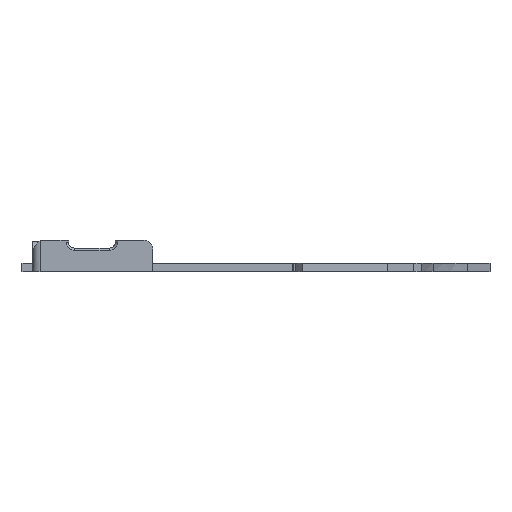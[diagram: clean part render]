
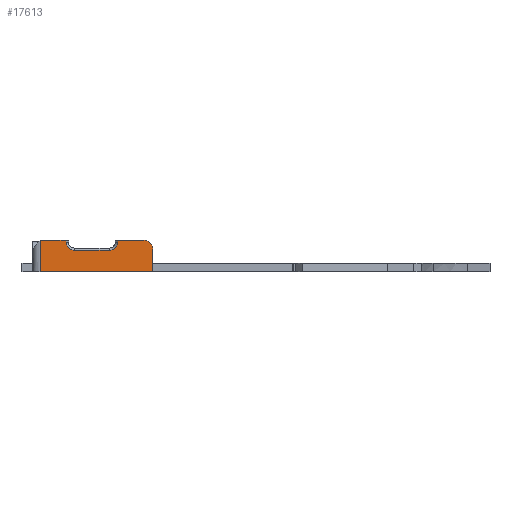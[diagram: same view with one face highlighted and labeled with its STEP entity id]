
A CAD part, left-side view. The second image highlights one B-rep face of the part: STEP entity #17613.
In plain terms, the highlighted planar face has unit normal (-1, 0, 0).
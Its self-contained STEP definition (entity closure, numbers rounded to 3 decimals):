
#1585=PLANE('',#18512);
#2462=FACE_OUTER_BOUND('',#3482,.T.);
#3482=EDGE_LOOP('',(#16217,#16218,#16219,#16220,#16221,#16222,#16223,#16224,
#16225,#16226,#16227,#16228));
#4013=LINE('',#25074,#5710);
#4492=LINE('',#27841,#6189);
#4499=LINE('',#27862,#6196);
#4501=LINE('',#27867,#6198);
#4507=LINE('',#27881,#6204);
#4570=LINE('',#28044,#6267);
#4587=LINE('',#28084,#6284);
#5182=LINE('',#31480,#6879);
#5183=LINE('',#31482,#6880);
#5710=VECTOR('',#19236,10.);
#6189=VECTOR('',#20299,10.);
#6196=VECTOR('',#20320,10.);
#6198=VECTOR('',#20324,10.);
#6204=VECTOR('',#20338,10.);
#6267=VECTOR('',#20493,10.);
#6284=VECTOR('',#20534,10.);
#6879=VECTOR('',#21725,10.);
#6880=VECTOR('',#21728,10.);
#7156=CIRCLE('',#18145,1.7);
#7158=CIRCLE('',#18148,1.7);
#7181=CIRCLE('',#18217,1.8);
#8065=VERTEX_POINT('',#25071);
#8066=VERTEX_POINT('',#25073);
#8827=VERTEX_POINT('',#27838);
#8828=VERTEX_POINT('',#27840);
#8830=VERTEX_POINT('',#27846);
#8833=VERTEX_POINT('',#27853);
#8834=VERTEX_POINT('',#27858);
#8837=VERTEX_POINT('',#27865);
#8841=VERTEX_POINT('',#27880);
#8892=VERTEX_POINT('',#28042);
#8903=VERTEX_POINT('',#28082);
#8905=VERTEX_POINT('',#28092);
#9792=EDGE_CURVE('',#8065,#8066,#4013,.T.);
#10674=EDGE_CURVE('',#8827,#8828,#4492,.T.);
#10677=EDGE_CURVE('',#8828,#8830,#7156,.T.);
#10681=EDGE_CURVE('',#8833,#8827,#7158,.T.);
#10685=EDGE_CURVE('',#8830,#8834,#4499,.T.);
#10687=EDGE_CURVE('',#8837,#8833,#4501,.T.);
#10694=EDGE_CURVE('',#8834,#8841,#4507,.T.);
#10775=EDGE_CURVE('',#8892,#8837,#4570,.T.);
#10796=EDGE_CURVE('',#8892,#8903,#4587,.T.);
#10801=EDGE_CURVE('',#8905,#8841,#7181,.T.);
#11397=EDGE_CURVE('',#8903,#8066,#5182,.T.);
#11398=EDGE_CURVE('',#8905,#8065,#5183,.T.);
#16217=ORIENTED_EDGE('',*,*,#11397,.T.);
#16218=ORIENTED_EDGE('',*,*,#9792,.F.);
#16219=ORIENTED_EDGE('',*,*,#11398,.F.);
#16220=ORIENTED_EDGE('',*,*,#10801,.T.);
#16221=ORIENTED_EDGE('',*,*,#10694,.F.);
#16222=ORIENTED_EDGE('',*,*,#10685,.F.);
#16223=ORIENTED_EDGE('',*,*,#10677,.F.);
#16224=ORIENTED_EDGE('',*,*,#10674,.F.);
#16225=ORIENTED_EDGE('',*,*,#10681,.F.);
#16226=ORIENTED_EDGE('',*,*,#10687,.F.);
#16227=ORIENTED_EDGE('',*,*,#10775,.F.);
#16228=ORIENTED_EDGE('',*,*,#10796,.T.);
#17613=ADVANCED_FACE('',(#2462),#1585,.T.);
#18145=AXIS2_PLACEMENT_3D('',#27847,#20304,#20305);
#18148=AXIS2_PLACEMENT_3D('',#27855,#20312,#20313);
#18217=AXIS2_PLACEMENT_3D('',#28093,#20544,#20545);
#18512=AXIS2_PLACEMENT_3D('',#31481,#21726,#21727);
#19236=DIRECTION('',(0.,1.,0.));
#20299=DIRECTION('',(0.,-1.,0.));
#20304=DIRECTION('center_axis',(-1.,0.,0.));
#20305=DIRECTION('ref_axis',(0.,0.,-1.));
#20312=DIRECTION('center_axis',(-1.,0.,0.));
#20313=DIRECTION('ref_axis',(0.,1.,0.));
#20320=DIRECTION('',(0.,0.,1.));
#20324=DIRECTION('',(0.,0.,-1.));
#20338=DIRECTION('',(0.,-1.,0.));
#20493=DIRECTION('',(0.,-1.,0.));
#20534=DIRECTION('',(0.,0.826,-0.563));
#20544=DIRECTION('center_axis',(-1.,0.,0.));
#20545=DIRECTION('ref_axis',(0.,-1.,0.));
#21725=DIRECTION('',(0.,0.,-1.));
#21726=DIRECTION('center_axis',(-1.,0.,0.));
#21727=DIRECTION('ref_axis',(0.,1.,0.));
#21728=DIRECTION('',(0.,0.,-1.));
#25071=CARTESIAN_POINT('',(28.638,-71.9,-2.2));
#25073=CARTESIAN_POINT('',(28.638,-49.155,-2.2));
#25074=CARTESIAN_POINT('',(28.638,-71.9,-2.2));
#27838=CARTESIAN_POINT('',(28.638,-56.1,2.11));
#27840=CARTESIAN_POINT('',(28.638,-63.1,2.11));
#27841=CARTESIAN_POINT('',(28.638,-55.378,2.11));
#27846=CARTESIAN_POINT('',(28.638,-64.8,3.81));
#27847=CARTESIAN_POINT('Origin',(28.638,-63.1,3.81));
#27853=CARTESIAN_POINT('',(28.638,-54.4,3.81));
#27855=CARTESIAN_POINT('Origin',(28.638,-56.1,3.81));
#27858=CARTESIAN_POINT('',(28.638,-64.8,4.195));
#27862=CARTESIAN_POINT('',(28.638,-64.8,2.24));
#27865=CARTESIAN_POINT('',(28.638,-54.4,4.195));
#27867=CARTESIAN_POINT('',(28.638,-54.4,1.655));
#27880=CARTESIAN_POINT('',(28.638,-70.1,4.195));
#27881=CARTESIAN_POINT('',(28.638,-49.155,4.195));
#28042=CARTESIAN_POINT('',(28.638,-49.269,4.195));
#28044=CARTESIAN_POINT('',(28.638,-49.155,4.195));
#28082=CARTESIAN_POINT('',(28.638,-49.155,4.117));
#28084=CARTESIAN_POINT('',(28.638,-47.969,3.309));
#28092=CARTESIAN_POINT('',(28.638,-71.9,2.395));
#28093=CARTESIAN_POINT('Origin',(28.638,-70.1,2.395));
#31480=CARTESIAN_POINT('',(28.638,-49.155,-2.));
#31481=CARTESIAN_POINT('Origin',(28.638,-71.9,-2.));
#31482=CARTESIAN_POINT('',(28.638,-71.9,-2.));
